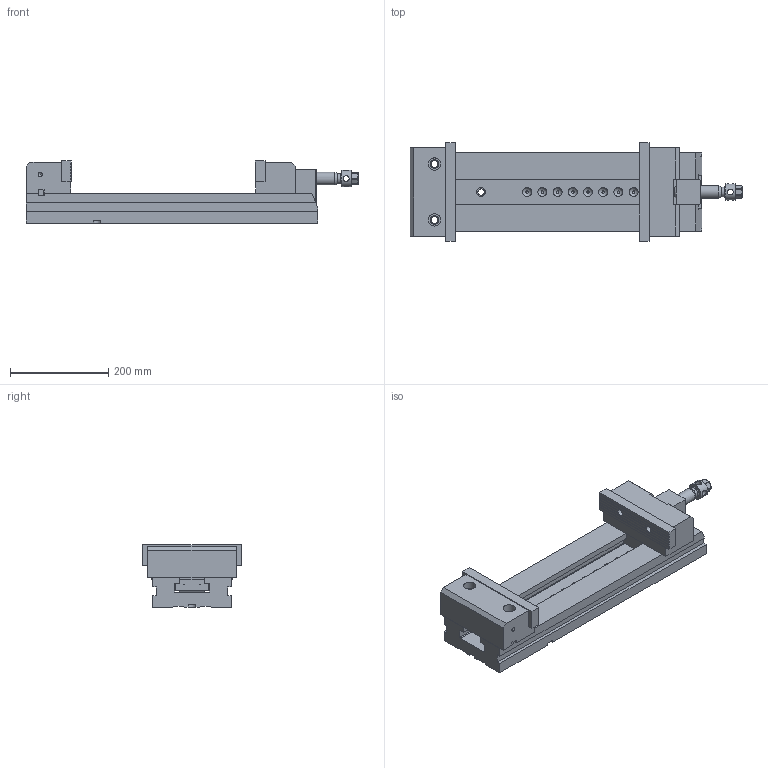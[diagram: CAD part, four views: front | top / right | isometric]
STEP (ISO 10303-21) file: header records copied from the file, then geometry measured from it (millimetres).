
FILE_DESCRIPTION(/* description */ (''),/* implementation_level */ '2;1');
FILE_NAME(/* name */ '29_200X_Mordaza.stp',/* time_stamp */ '2013-07-09T11:32:20+02:00',/* author */ (''),/* organization */ (''),/* preprocessor_version */ 'ST-DEVELOPER v11',/* originating_system */ 'SIEMENS PLM Software NX 7.5',/* authorisation */ '');
FILE_SCHEMA (('AUTOMOTIVE_DESIGN { 1 0 10303 214 1 1 1 1 }'));
Length unit declared in the file: millimetre
Products named in the file (1): 29_200X_Mordaza
Bounding box: 677 x 200 x 126.7 mm (x, y, z)
Volume: 6540973.1 mm3; surface area: 659612.9 mm2
Topology: 12 solids, 12 shells, 421 faces, 1152 edges, 764 vertices
Faces by surface type: plane 253, cylinder 103, cone 42, sphere 14, torus 9
Full cylindrical faces by diameter (mm): 4.351 x1, 5 x11, 5.188 x5, 6.985 x4, 8.4 x4, 8.782 x2, 10.579 x3, 12 x4, 12.376 x2, 13 x5, 14 x4, 14.376 x2, 15 x2, 16 x2, 16.5 x1, 17 x2, 18 x2, 19 x3, 20 x3, 21.25 x1, 23 x2, 25 x2, 26 x1, 30 x2, 33.8 x1, 34 x3
Entity records: 15278 total; most frequent: CARTESIAN_POINT 2418, DIRECTION 1980, ORIENTED_EDGE 1844, EDGE_CURVE 922, VERTEX_POINT 691, AXIS2_PLACEMENT_3D 677, LINE 626, VECTOR 626
